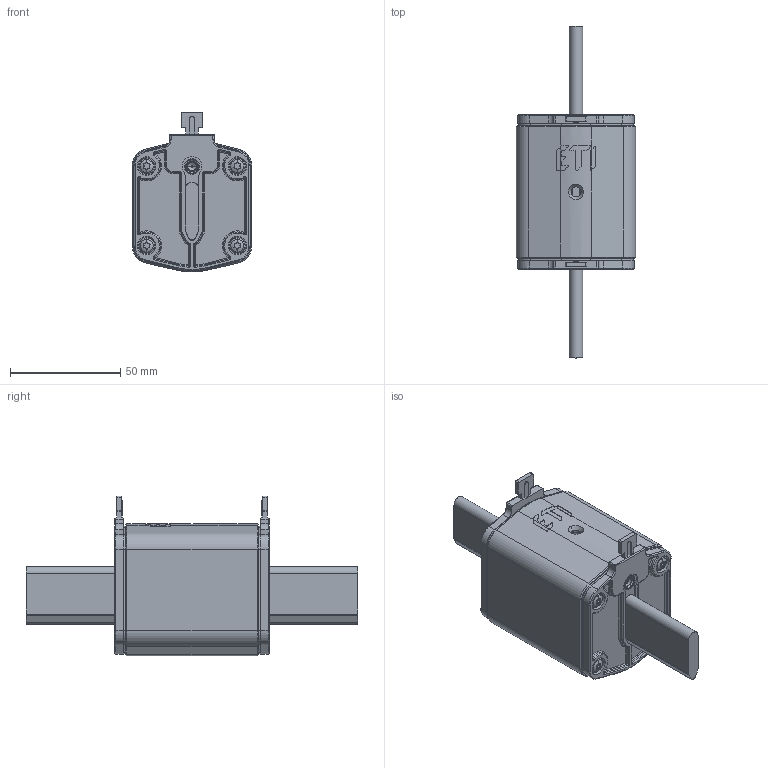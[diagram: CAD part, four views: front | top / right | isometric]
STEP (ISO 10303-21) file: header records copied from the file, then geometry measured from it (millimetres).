
FILE_DESCRIPTION((''),'2;1');
FILE_NAME('0000021542_ASM','2021-08-09T',('said.beganovic'),('Audax d.o.o.'),'CREO PARAMETRIC BY PTC INC, 2017020','CREO PARAMETRIC BY PTC INC, 2017020','');
FILE_SCHEMA(('AUTOMOTIVE_DESIGN { 1 0 10303 214 1 1 1 1 }'));
Length unit declared in the file: millimetre
Products named in the file (12): 0000021262; 0000021312; 0000021281; 0000021309; 0000021284; 0000021546; 0000021562; 0000021304; 0000004154; 0000002914; 0000002618; 0000021542_ASM
Assembly tree (19 placements, depth 2):
  0000021542_ASM
    0000021262
    0000021312
    0000021281
    0000021309
    0000021284
    0000021546
    0000021562
    0000021304  x2
    0000004154  x8
    0000002914
    0000002618
Bounding box: 54 x 150.2 x 72.38 mm (x, y, z)
Volume: 214138.9 mm3; surface area: 58857.9 mm2
Topology: 19 solids, 29 shells, 1369 faces, 3486 edges, 2173 vertices
Faces by surface type: cylinder 649, plane 397, torus 187, sphere 58, extrusion 33, bspline 26, cone 19
Entity records: 58450 total; most frequent: CARTESIAN_POINT 9577, DIRECTION 6445, ORIENTED_EDGE 5826, PRESENTATION_STYLE_ASSIGNMENT 4115, STYLED_ITEM 4017, CURVE_STYLE 2953, EDGE_CURVE 2920, AXIS2_PLACEMENT_3D 2469
